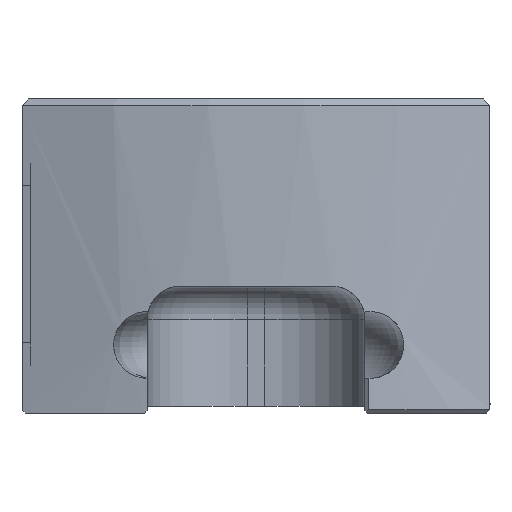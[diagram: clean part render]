
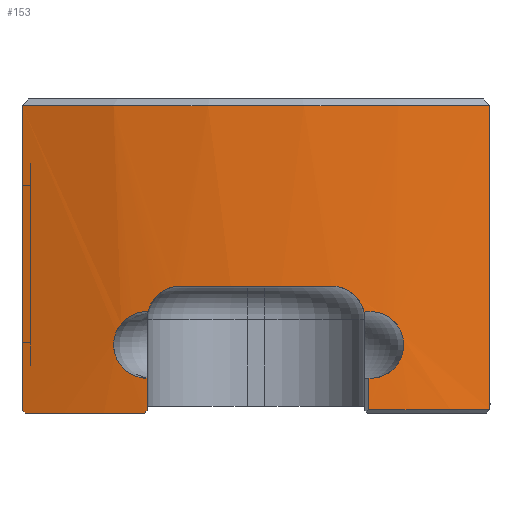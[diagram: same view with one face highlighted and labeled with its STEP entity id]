
A CAD part, left-side view. The second image highlights one B-rep face of the part: STEP entity #153.
In plain terms, the highlighted cylindrical face has radius 95 mm (diameter 190 mm), a partial arc.
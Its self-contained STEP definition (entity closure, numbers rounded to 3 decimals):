
#63=CYLINDRICAL_SURFACE('',#1776,95.);
#110=B_SPLINE_CURVE_WITH_KNOTS('',3,(#2670,#2671,#2672,#2673,#2674,#2675),
 .UNSPECIFIED.,.F.,.F.,(4,2,4),(0.,0.5,1.),.UNSPECIFIED.);
#111=B_SPLINE_CURVE_WITH_KNOTS('',3,(#2678,#2679,#2680,#2681,#2682,#2683,
#2684,#2685,#2686,#2687),.UNSPECIFIED.,.F.,.F.,(4,2,2,2,4),(0.,0.25,0.5,
0.75,1.),.UNSPECIFIED.);
#112=B_SPLINE_CURVE_WITH_KNOTS('',3,(#2698,#2699,#2700,#2701,#2702,#2703,
#2704,#2705,#2706,#2707),.UNSPECIFIED.,.F.,.F.,(4,2,2,2,4),(0.,0.25,0.5,
0.75,1.),.UNSPECIFIED.);
#113=B_SPLINE_CURVE_WITH_KNOTS('',3,(#2709,#2710,#2711,#2712,#2713,#2714),
 .UNSPECIFIED.,.F.,.F.,(4,2,4),(0.,0.5,1.),.UNSPECIFIED.);
#128=ELLIPSE('',#1733,134.35,95.);
#130=ELLIPSE('',#1774,134.35,95.);
#153=ADVANCED_FACE('',(#290),#63,.T.);
#290=FACE_OUTER_BOUND('',#383,.T.);
#383=EDGE_LOOP('',(#650,#651,#652,#653,#654,#655,#656,#657,#658,#659,#660,
#661,#662,#663));
#457=CIRCLE('',#1722,95.);
#484=CIRCLE('',#1771,95.);
#485=CIRCLE('',#1773,95.);
#486=CIRCLE('',#1775,95.);
#650=ORIENTED_EDGE('',*,*,#1252,.T.);
#651=ORIENTED_EDGE('',*,*,#1253,.T.);
#652=ORIENTED_EDGE('',*,*,#1254,.T.);
#653=ORIENTED_EDGE('',*,*,#1255,.F.);
#654=ORIENTED_EDGE('',*,*,#1256,.T.);
#655=ORIENTED_EDGE('',*,*,#1251,.F.);
#656=ORIENTED_EDGE('',*,*,#1187,.F.);
#657=ORIENTED_EDGE('',*,*,#1178,.T.);
#658=ORIENTED_EDGE('',*,*,#1154,.T.);
#659=ORIENTED_EDGE('',*,*,#1257,.T.);
#660=ORIENTED_EDGE('',*,*,#1258,.T.);
#661=ORIENTED_EDGE('',*,*,#1259,.T.);
#662=ORIENTED_EDGE('',*,*,#1260,.T.);
#663=ORIENTED_EDGE('',*,*,#1261,.T.);
#1001=VERTEX_POINT('',#2384);
#1004=VERTEX_POINT('',#2389);
#1025=VERTEX_POINT('',#2442);
#1031=VERTEX_POINT('',#2464);
#1083=VERTEX_POINT('',#2654);
#1084=VERTEX_POINT('',#2676);
#1085=VERTEX_POINT('',#2677);
#1086=VERTEX_POINT('',#2688);
#1087=VERTEX_POINT('',#2690);
#1088=VERTEX_POINT('',#2692);
#1089=VERTEX_POINT('',#2695);
#1090=VERTEX_POINT('',#2697);
#1091=VERTEX_POINT('',#2708);
#1092=VERTEX_POINT('',#2715);
#1154=EDGE_CURVE('',#1001,#1004,#457,.T.);
#1178=EDGE_CURVE('',#1025,#1001,#128,.T.);
#1187=EDGE_CURVE('',#1025,#1031,#1416,.T.);
#1251=EDGE_CURVE('',#1031,#1083,#484,.T.);
#1252=EDGE_CURVE('',#1084,#1085,#110,.T.);
#1253=EDGE_CURVE('',#1085,#1086,#111,.T.);
#1254=EDGE_CURVE('',#1086,#1087,#1447,.T.);
#1255=EDGE_CURVE('',#1088,#1087,#485,.T.);
#1256=EDGE_CURVE('',#1088,#1083,#1448,.T.);
#1257=EDGE_CURVE('',#1004,#1089,#130,.T.);
#1258=EDGE_CURVE('',#1089,#1090,#1449,.T.);
#1259=EDGE_CURVE('',#1090,#1091,#112,.T.);
#1260=EDGE_CURVE('',#1091,#1092,#113,.T.);
#1261=EDGE_CURVE('',#1092,#1084,#486,.T.);
#1416=LINE('',#2463,#1549);
#1447=LINE('',#2689,#1580);
#1448=LINE('',#2693,#1581);
#1449=LINE('',#2696,#1582);
#1549=VECTOR('',#1961,1.);
#1580=VECTOR('',#2062,1.);
#1581=VECTOR('',#2065,1.);
#1582=VECTOR('',#2068,1.);
#1722=AXIS2_PLACEMENT_3D('',#2390,#1904,#1905);
#1733=AXIS2_PLACEMENT_3D('',#2441,#1946,#1947);
#1771=AXIS2_PLACEMENT_3D('',#2668,#2058,#2059);
#1773=AXIS2_PLACEMENT_3D('',#2691,#2063,#2064);
#1774=AXIS2_PLACEMENT_3D('',#2694,#2066,#2067);
#1775=AXIS2_PLACEMENT_3D('',#2716,#2069,#2070);
#1776=AXIS2_PLACEMENT_3D('',#2717,#2071,#2072);
#1904=DIRECTION('',(0.,0.,1.));
#1905=DIRECTION('',(1.,0.,0.));
#1946=DIRECTION('',(0.,-0.707,0.707));
#1947=DIRECTION('',(0.,0.707,0.707));
#1961=DIRECTION('',(0.,0.,1.));
#2058=DIRECTION('',(0.,0.,1.));
#2059=DIRECTION('',(-0.93,0.368,0.));
#2062=DIRECTION('',(0.,0.,-1.));
#2063=DIRECTION('',(0.,0.,-1.));
#2064=DIRECTION('',(-0.93,-0.368,0.));
#2065=DIRECTION('',(0.,0.,1.));
#2066=DIRECTION('',(0.,0.707,0.707));
#2067=DIRECTION('',(0.,-0.707,0.707));
#2068=DIRECTION('',(0.,0.,1.));
#2069=DIRECTION('',(0.,0.,1.));
#2070=DIRECTION('',(-1.,0.,0.));
#2071=DIRECTION('',(0.,0.,1.));
#2072=DIRECTION('',(-1.,0.,0.));
#2384=CARTESIAN_POINT('',(-278.014,34.5,-47.));
#2389=CARTESIAN_POINT('',(-283.021,16.7,-47.));
#2390=CARTESIAN_POINT('',(-189.5,0.,-47.));
#2441=CARTESIAN_POINT('',(-189.5,0.,-81.5));
#2442=CARTESIAN_POINT('',(-277.818,35.,-46.5));
#2463=CARTESIAN_POINT('',(-277.818,35.,-46.5));
#2464=CARTESIAN_POINT('',(-277.818,35.,-1.));
#2654=CARTESIAN_POINT('',(-277.818,-35.,-1.));
#2668=CARTESIAN_POINT('',(-189.5,0.,-1.));
#2670=CARTESIAN_POINT('',(-283.826,-11.3,-28.));
#2671=CARTESIAN_POINT('',(-283.69,-12.431,-28.));
#2672=CARTESIAN_POINT('',(-283.536,-13.527,-28.383));
#2673=CARTESIAN_POINT('',(-283.265,-15.295,-29.789));
#2674=CARTESIAN_POINT('',(-283.157,-15.921,-30.776));
#2675=CARTESIAN_POINT('',(-283.113,-16.174,-31.886));
#2676=CARTESIAN_POINT('',(-283.826,-11.3,-28.));
#2677=CARTESIAN_POINT('',(-283.113,-16.174,-31.886));
#2678=CARTESIAN_POINT('',(-283.113,-16.174,-31.886));
#2679=CARTESIAN_POINT('',(-282.873,-17.563,-31.625));
#2680=CARTESIAN_POINT('',(-282.582,-19.024,-31.98));
#2681=CARTESIAN_POINT('',(-282.102,-21.238,-33.668));
#2682=CARTESIAN_POINT('',(-281.922,-21.981,-35.008));
#2683=CARTESIAN_POINT('',(-281.872,-22.192,-37.855));
#2684=CARTESIAN_POINT('',(-282.006,-21.65,-39.3));
#2685=CARTESIAN_POINT('',(-282.441,-19.695,-41.296));
#2686=CARTESIAN_POINT('',(-282.732,-18.298,-41.855));
#2687=CARTESIAN_POINT('',(-282.987,-16.889,-41.796));
#2688=CARTESIAN_POINT('',(-282.987,-16.889,-41.796));
#2689=CARTESIAN_POINT('',(-282.987,-16.889,-41.8));
#2690=CARTESIAN_POINT('',(-282.987,-16.889,-46.5));
#2691=CARTESIAN_POINT('',(-189.5,0.,-46.5));
#2692=CARTESIAN_POINT('',(-277.818,-35.,-46.5));
#2693=CARTESIAN_POINT('',(-277.818,-35.,-46.5));
#2694=CARTESIAN_POINT('',(-189.5,0.,-30.3));
#2695=CARTESIAN_POINT('',(-283.091,16.3,-46.6));
#2696=CARTESIAN_POINT('',(-283.091,16.3,-47.));
#2697=CARTESIAN_POINT('',(-283.091,16.3,-41.8));
#2698=CARTESIAN_POINT('',(-283.091,16.3,-41.8));
#2699=CARTESIAN_POINT('',(-282.86,17.626,-41.8));
#2700=CARTESIAN_POINT('',(-282.602,18.919,-41.258));
#2701=CARTESIAN_POINT('',(-282.206,20.773,-39.393));
#2702=CARTESIAN_POINT('',(-282.077,21.318,-38.061));
#2703=CARTESIAN_POINT('',(-282.086,21.281,-35.403));
#2704=CARTESIAN_POINT('',(-282.221,20.706,-34.09));
#2705=CARTESIAN_POINT('',(-282.63,18.784,-32.262));
#2706=CARTESIAN_POINT('',(-282.888,17.48,-31.763));
#2707=CARTESIAN_POINT('',(-283.116,16.154,-31.802));
#2708=CARTESIAN_POINT('',(-283.116,16.154,-31.802));
#2709=CARTESIAN_POINT('',(-283.116,16.154,-31.802));
#2710=CARTESIAN_POINT('',(-283.163,15.885,-30.711));
#2711=CARTESIAN_POINT('',(-283.271,15.257,-29.747));
#2712=CARTESIAN_POINT('',(-283.54,13.5,-28.373));
#2713=CARTESIAN_POINT('',(-283.692,12.416,-28.));
#2714=CARTESIAN_POINT('',(-283.826,11.3,-28.));
#2715=CARTESIAN_POINT('',(-283.826,11.3,-28.));
#2716=CARTESIAN_POINT('',(-189.5,0.,-28.));
#2717=CARTESIAN_POINT('',(-189.5,0.,-47.));
